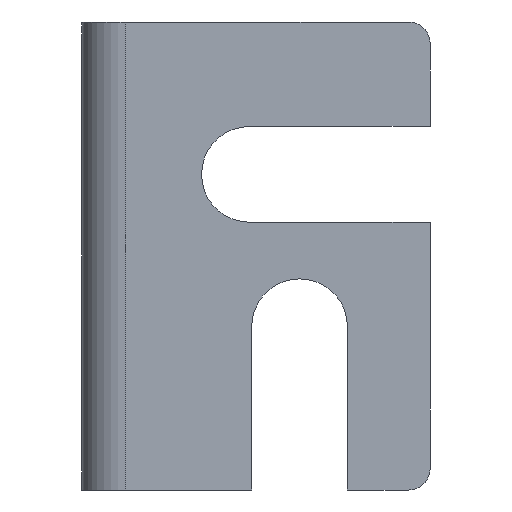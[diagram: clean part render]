
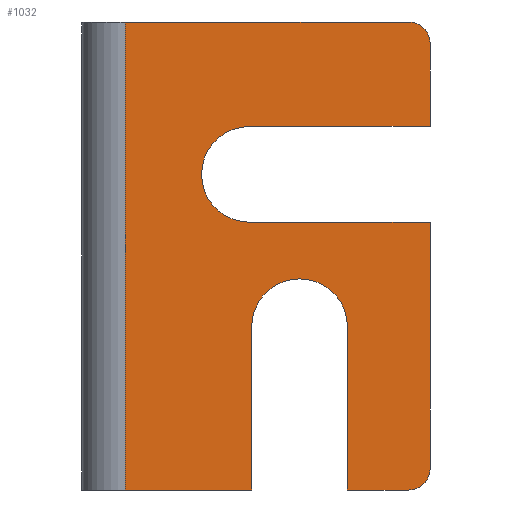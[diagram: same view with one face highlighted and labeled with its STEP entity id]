
A CAD part, front view. The second image highlights one B-rep face of the part: STEP entity #1032.
In plain terms, the highlighted planar face has unit normal (0, -1, 0).
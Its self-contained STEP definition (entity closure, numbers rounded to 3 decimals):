
#45=DIRECTION('',(1.,0.,0.));
#46=VECTOR('',#45,2.8);
#47=CARTESIAN_POINT('',(12.2,0.,-10.75));
#48=LINE('',#47,#46);
#70=DIRECTION('',(1.,0.,0.));
#71=VECTOR('',#70,5.8);
#72=CARTESIAN_POINT('',(2.,0.,-10.75));
#73=LINE('',#72,#71);
#78=DIRECTION('',(0.,0.,-1.));
#79=VECTOR('',#78,21.5);
#80=CARTESIAN_POINT('',(2.,0.,10.75));
#81=LINE('',#80,#79);
#82=CARTESIAN_POINT('',(15.,0.,9.75));
#83=DIRECTION('',(0.,-1.,0.));
#84=DIRECTION('',(1.,0.,0.));
#85=AXIS2_PLACEMENT_3D('',#82,#83,#84);
#87=DIRECTION('',(-1.,0.,0.));
#88=VECTOR('',#87,8.3);
#89=CARTESIAN_POINT('',(16.,0.,5.95));
#90=LINE('',#89,#88);
#91=CARTESIAN_POINT('',(7.7,0.,3.75));
#92=DIRECTION('',(0.,1.,0.));
#93=DIRECTION('',(0.,0.,-1.));
#94=AXIS2_PLACEMENT_3D('',#91,#92,#93);
#96=DIRECTION('',(-1.,0.,0.));
#97=VECTOR('',#96,8.3);
#98=CARTESIAN_POINT('',(16.,0.,1.55));
#99=LINE('',#98,#97);
#100=CARTESIAN_POINT('',(15.,0.,-9.75));
#101=DIRECTION('',(0.,-1.,0.));
#102=DIRECTION('',(0.,0.,-1.));
#103=AXIS2_PLACEMENT_3D('',#100,#101,#102);
#105=DIRECTION('',(0.,0.,1.));
#106=VECTOR('',#105,7.5);
#107=CARTESIAN_POINT('',(12.2,0.,-10.75));
#108=LINE('',#107,#106);
#109=CARTESIAN_POINT('',(10.,0.,-3.25));
#110=DIRECTION('',(0.,1.,0.));
#111=DIRECTION('',(-1.,0.,0.));
#112=AXIS2_PLACEMENT_3D('',#109,#110,#111);
#114=DIRECTION('',(0.,0.,1.));
#115=VECTOR('',#114,7.5);
#116=CARTESIAN_POINT('',(7.8,0.,-10.75));
#117=LINE('',#116,#115);
#608=DIRECTION('',(0.,0.,1.));
#609=VECTOR('',#608,3.8);
#610=CARTESIAN_POINT('',(16.,0.,5.95));
#611=LINE('',#610,#609);
#616=DIRECTION('',(0.,0.,1.));
#617=VECTOR('',#616,11.3);
#618=CARTESIAN_POINT('',(16.,0.,-9.75));
#619=LINE('',#618,#617);
#636=DIRECTION('',(1.,0.,0.));
#637=VECTOR('',#636,13.);
#638=CARTESIAN_POINT('',(2.,0.,10.75));
#639=LINE('',#638,#637);
#737=CARTESIAN_POINT('',(12.2,0.,-10.75));
#739=VERTEX_POINT('',#737);
#741=CARTESIAN_POINT('',(7.8,0.,-10.75));
#743=VERTEX_POINT('',#741);
#745=CARTESIAN_POINT('',(7.8,0.,-3.25));
#746=CARTESIAN_POINT('',(12.2,0.,-3.25));
#747=VERTEX_POINT('',#745);
#748=VERTEX_POINT('',#746);
#749=CARTESIAN_POINT('',(7.7,0.,1.55));
#750=CARTESIAN_POINT('',(7.7,0.,5.95));
#751=VERTEX_POINT('',#749);
#752=VERTEX_POINT('',#750);
#753=CARTESIAN_POINT('',(16.,0.,5.95));
#754=VERTEX_POINT('',#753);
#755=CARTESIAN_POINT('',(16.,0.,1.55));
#756=VERTEX_POINT('',#755);
#853=CARTESIAN_POINT('',(16.,0.,9.75));
#854=VERTEX_POINT('',#853);
#855=CARTESIAN_POINT('',(15.,0.,10.75));
#856=VERTEX_POINT('',#855);
#857=CARTESIAN_POINT('',(15.,0.,-10.75));
#858=CARTESIAN_POINT('',(16.,0.,-9.75));
#859=VERTEX_POINT('',#857);
#860=VERTEX_POINT('',#858);
#865=CARTESIAN_POINT('',(2.,0.,-10.75));
#867=VERTEX_POINT('',#865);
#871=CARTESIAN_POINT('',(2.,0.,10.75));
#872=VERTEX_POINT('',#871);
#1000=CARTESIAN_POINT('',(0.,0.,-10.75));
#1001=DIRECTION('',(0.,-1.,0.));
#1002=DIRECTION('',(1.,0.,0.));
#1003=AXIS2_PLACEMENT_3D('',#1000,#1001,#1002);
#1004=PLANE('',#1003);
#1006=ORIENTED_EDGE('',*,*,#1005,.F.);
#1008=ORIENTED_EDGE('',*,*,#1007,.T.);
#1010=ORIENTED_EDGE('',*,*,#1009,.F.);
#1012=ORIENTED_EDGE('',*,*,#1011,.F.);
#1014=ORIENTED_EDGE('',*,*,#1013,.T.);
#1016=ORIENTED_EDGE('',*,*,#1015,.F.);
#1018=ORIENTED_EDGE('',*,*,#1017,.F.);
#1020=ORIENTED_EDGE('',*,*,#1019,.F.);
#1021=ORIENTED_EDGE('',*,*,#990,.F.);
#1022=ORIENTED_EDGE('',*,*,#956,.F.);
#1024=ORIENTED_EDGE('',*,*,#1023,.T.);
#1026=ORIENTED_EDGE('',*,*,#1025,.F.);
#1028=ORIENTED_EDGE('',*,*,#1027,.F.);
#1029=ORIENTED_EDGE('',*,*,#978,.F.);
#1030=EDGE_LOOP('',(#1006,#1008,#1010,#1012,#1014,#1016,#1018,#1020,#1021,#1022,
#1024,#1026,#1028,#1029));
#1031=FACE_OUTER_BOUND('',#1030,.F.);
#1032=ADVANCED_FACE('',(#1031),#1004,.T.);
#86=CIRCLE('',#85,1.);
#95=CIRCLE('',#94,2.2);
#104=CIRCLE('',#103,1.);
#113=CIRCLE('',#112,2.2);
#956=EDGE_CURVE('',#739,#859,#48,.T.);
#978=EDGE_CURVE('',#867,#743,#73,.T.);
#990=EDGE_CURVE('',#859,#860,#104,.T.);
#1005=EDGE_CURVE('',#872,#867,#81,.T.);
#1007=EDGE_CURVE('',#872,#856,#639,.T.);
#1009=EDGE_CURVE('',#854,#856,#86,.T.);
#1011=EDGE_CURVE('',#754,#854,#611,.T.);
#1013=EDGE_CURVE('',#754,#752,#90,.T.);
#1015=EDGE_CURVE('',#751,#752,#95,.T.);
#1017=EDGE_CURVE('',#756,#751,#99,.T.);
#1019=EDGE_CURVE('',#860,#756,#619,.T.);
#1023=EDGE_CURVE('',#739,#748,#108,.T.);
#1025=EDGE_CURVE('',#747,#748,#113,.T.);
#1027=EDGE_CURVE('',#743,#747,#117,.T.);
